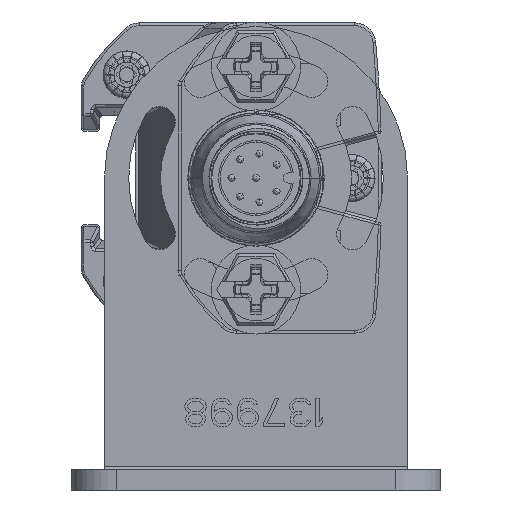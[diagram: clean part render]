
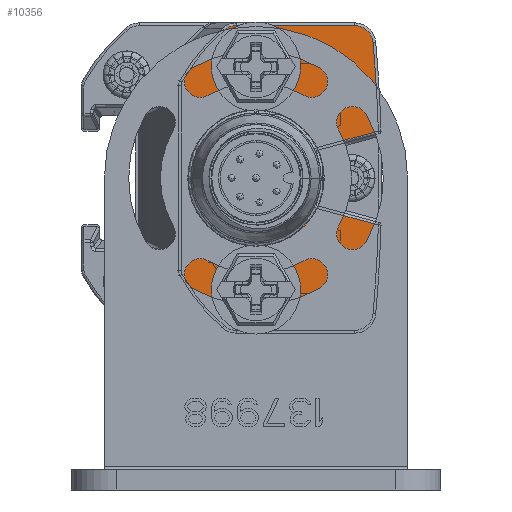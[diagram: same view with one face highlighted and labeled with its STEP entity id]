
A CAD part, front view. The second image highlights one B-rep face of the part: STEP entity #10356.
In plain terms, the highlighted face is planar.
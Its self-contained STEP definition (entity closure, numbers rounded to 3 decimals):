
#4204=CARTESIAN_POINT('',(6.794,10.5,3.405));
#4226=CARTESIAN_POINT('',(0.,10.5,-12.5));
#4227=DIRECTION('',(0.,-1.,0.));
#4228=DIRECTION('',(1.,0.,0.));
#4229=AXIS2_PLACEMENT_3D('',#4226,#4227,#4228);
#4231=CARTESIAN_POINT('',(0.,10.5,-12.5));
#4232=DIRECTION('',(0.,-1.,0.));
#4233=DIRECTION('',(-1.,0.,0.));
#4234=AXIS2_PLACEMENT_3D('',#4231,#4232,#4233);
#4236=CARTESIAN_POINT('',(0.,10.5,12.5));
#4237=DIRECTION('',(0.,-1.,0.));
#4238=DIRECTION('',(1.,0.,0.));
#4239=AXIS2_PLACEMENT_3D('',#4236,#4237,#4238);
#4241=CARTESIAN_POINT('',(0.,10.5,12.5));
#4242=DIRECTION('',(0.,-1.,0.));
#4243=DIRECTION('',(-1.,0.,0.));
#4244=AXIS2_PLACEMENT_3D('',#4241,#4242,#4243);
#4246=CARTESIAN_POINT('',(11.035,10.5,-15.));
#4247=DIRECTION('',(0.,1.,0.));
#4248=DIRECTION('',(0.996,0.,-0.088));
#4249=AXIS2_PLACEMENT_3D('',#4246,#4247,#4248);
#4251=CARTESIAN_POINT('',(-157.9,10.5,0.));
#4252=DIRECTION('',(0.,1.,0.));
#4253=DIRECTION('',(1.,0.,-0.031));
#4254=AXIS2_PLACEMENT_3D('',#4251,#4252,#4253);
#4256=DIRECTION('',(-0.966,0.,0.259));
#4257=VECTOR('',#4256,7.169);
#4258=CARTESIAN_POINT('',(13.719,10.5,-5.261));
#4259=LINE('',#4258,#4257);
#4260=DIRECTION('',(0.966,0.,0.259));
#4261=VECTOR('',#4260,7.169);
#4262=CARTESIAN_POINT('',(6.794,10.5,3.405));
#4263=LINE('',#4262,#4261);
#4264=CARTESIAN_POINT('',(-157.9,10.5,0.));
#4265=DIRECTION('',(0.,1.,0.));
#4266=DIRECTION('',(0.996,0.,0.088));
#4267=AXIS2_PLACEMENT_3D('',#4264,#4265,#4266);
#4269=CARTESIAN_POINT('',(11.035,10.5,15.));
#4270=DIRECTION('',(0.,1.,0.));
#4271=DIRECTION('',(0.,0.,1.));
#4272=AXIS2_PLACEMENT_3D('',#4269,#4270,#4271);
#4274=DIRECTION('',(1.,0.,0.));
#4275=VECTOR('',#4274,13.244);
#4276=CARTESIAN_POINT('',(-2.209,10.5,17.1));
#4277=LINE('',#4276,#4275);
#4278=CARTESIAN_POINT('',(-3.56,10.5,16.592));
#4279=CARTESIAN_POINT('',(-3.497,10.5,16.647));
#4280=CARTESIAN_POINT('',(-3.366,10.5,16.748));
#4281=CARTESIAN_POINT('',(-3.152,10.5,16.875));
#4282=CARTESIAN_POINT('',(-2.927,10.5,16.975));
#4283=CARTESIAN_POINT('',(-2.692,10.5,17.047));
#4284=CARTESIAN_POINT('',(-2.451,10.5,17.09));
#4285=CARTESIAN_POINT('',(-2.29,10.5,17.1));
#4286=CARTESIAN_POINT('',(-2.209,10.5,17.1));
#4288=CARTESIAN_POINT('',(-8.287,10.5,10.777));
#4289=CARTESIAN_POINT('',(-7.98,10.5,11.324));
#4290=CARTESIAN_POINT('',(-7.321,10.5,12.388));
#4291=CARTESIAN_POINT('',(-6.193,10.5,13.905));
#4292=CARTESIAN_POINT('',(-4.939,10.5,15.319));
#4293=CARTESIAN_POINT('',(-4.032,10.5,16.18));
#4294=CARTESIAN_POINT('',(-3.56,10.5,16.592));
#4296=CARTESIAN_POINT('',(-8.404,10.5,10.327));
#4297=CARTESIAN_POINT('',(-8.404,10.5,10.367));
#4298=CARTESIAN_POINT('',(-8.399,10.5,10.445));
#4299=CARTESIAN_POINT('',(-8.376,10.5,10.562));
#4300=CARTESIAN_POINT('',(-8.339,10.5,10.674));
#4301=CARTESIAN_POINT('',(-8.305,10.5,10.744));
#4302=CARTESIAN_POINT('',(-8.287,10.5,10.777));
#4304=DIRECTION('',(0.,0.,1.));
#4305=VECTOR('',#4304,20.654);
#4306=CARTESIAN_POINT('',(-8.404,10.5,-10.327));
#4307=LINE('',#4306,#4305);
#4308=CARTESIAN_POINT('',(-8.287,10.5,-10.777));
#4309=CARTESIAN_POINT('',(-8.305,10.5,-10.744));
#4310=CARTESIAN_POINT('',(-8.339,10.5,-10.674));
#4311=CARTESIAN_POINT('',(-8.376,10.5,-10.562));
#4312=CARTESIAN_POINT('',(-8.399,10.5,-10.445));
#4313=CARTESIAN_POINT('',(-8.404,10.5,-10.367));
#4314=CARTESIAN_POINT('',(-8.404,10.5,-10.327));
#4316=CARTESIAN_POINT('',(-3.56,10.5,-16.592));
#4317=CARTESIAN_POINT('',(-4.032,10.5,-16.18));
#4318=CARTESIAN_POINT('',(-4.939,10.5,-15.319));
#4319=CARTESIAN_POINT('',(-6.193,10.5,-13.905));
#4320=CARTESIAN_POINT('',(-7.321,10.5,-12.389));
#4321=CARTESIAN_POINT('',(-7.98,10.5,-11.324));
#4322=CARTESIAN_POINT('',(-8.287,10.5,-10.777));
#4324=CARTESIAN_POINT('',(-2.209,10.5,-17.1));
#4325=CARTESIAN_POINT('',(-2.289,10.5,-17.1));
#4326=CARTESIAN_POINT('',(-2.451,10.5,-17.09));
#4327=CARTESIAN_POINT('',(-2.691,10.5,-17.047));
#4328=CARTESIAN_POINT('',(-2.926,10.5,-16.975));
#4329=CARTESIAN_POINT('',(-3.152,10.5,-16.875));
#4330=CARTESIAN_POINT('',(-3.366,10.5,-16.748));
#4331=CARTESIAN_POINT('',(-3.497,10.5,-16.647));
#4332=CARTESIAN_POINT('',(-3.56,10.5,-16.592));
#4334=DIRECTION('',(-1.,0.,0.));
#4335=VECTOR('',#4334,13.244);
#4336=CARTESIAN_POINT('',(11.035,10.5,-17.1));
#4337=LINE('',#4336,#4335);
#7947=CARTESIAN_POINT('',(0.,10.5,0.));
#7948=DIRECTION('',(0.,-1.,0.));
#7949=DIRECTION('',(0.894,0.,0.448));
#7950=AXIS2_PLACEMENT_3D('',#7947,#7948,#7949);
#7977=CARTESIAN_POINT('',(6.794,10.5,-3.405));
#9656=CARTESIAN_POINT('',(1.25,10.5,-12.5));
#9657=CARTESIAN_POINT('',(-1.25,10.5,-12.5));
#9658=VERTEX_POINT('',#9656);
#9659=VERTEX_POINT('',#9657);
#9813=VERTEX_POINT('',#7977);
#9821=VERTEX_POINT('',#4204);
#9830=CARTESIAN_POINT('',(13.127,10.5,-15.186));
#9831=CARTESIAN_POINT('',(11.035,10.5,-17.1));
#9832=VERTEX_POINT('',#9830);
#9833=VERTEX_POINT('',#9831);
#9838=CARTESIAN_POINT('',(-2.209,10.5,-17.1));
#9839=VERTEX_POINT('',#9838);
#9842=VERTEX_POINT('',#4332);
#9844=VERTEX_POINT('',#4322);
#9846=VERTEX_POINT('',#4314);
#9848=CARTESIAN_POINT('',(-8.404,10.5,10.327));
#9849=VERTEX_POINT('',#9848);
#9852=VERTEX_POINT('',#4302);
#9854=VERTEX_POINT('',#4294);
#9856=VERTEX_POINT('',#4286);
#9858=CARTESIAN_POINT('',(11.035,10.5,17.1));
#9859=VERTEX_POINT('',#9858);
#9862=CARTESIAN_POINT('',(13.127,10.5,15.186));
#9863=VERTEX_POINT('',#9862);
#9866=CARTESIAN_POINT('',(13.719,10.5,5.261));
#9867=VERTEX_POINT('',#9866);
#9888=CARTESIAN_POINT('',(13.719,10.5,-5.261));
#9889=VERTEX_POINT('',#9888);
#9984=CARTESIAN_POINT('',(1.25,10.5,12.5));
#9985=CARTESIAN_POINT('',(-1.25,10.5,12.5));
#9986=VERTEX_POINT('',#9984);
#9987=VERTEX_POINT('',#9985);
#10307=CARTESIAN_POINT('',(0.,10.5,0.));
#10308=DIRECTION('',(0.,-1.,0.));
#10309=DIRECTION('',(-1.,0.,0.));
#10310=AXIS2_PLACEMENT_3D('',#10307,#10308,#10309);
#10311=PLANE('',#10310);
#10313=ORIENTED_EDGE('',*,*,#10312,.F.);
#10315=ORIENTED_EDGE('',*,*,#10314,.F.);
#10317=ORIENTED_EDGE('',*,*,#10316,.T.);
#10319=ORIENTED_EDGE('',*,*,#10318,.F.);
#10320=ORIENTED_EDGE('',*,*,#10273,.T.);
#10321=ORIENTED_EDGE('',*,*,#10297,.F.);
#10323=ORIENTED_EDGE('',*,*,#10322,.F.);
#10325=ORIENTED_EDGE('',*,*,#10324,.F.);
#10327=ORIENTED_EDGE('',*,*,#10326,.F.);
#10329=ORIENTED_EDGE('',*,*,#10328,.F.);
#10331=ORIENTED_EDGE('',*,*,#10330,.F.);
#10333=ORIENTED_EDGE('',*,*,#10332,.F.);
#10335=ORIENTED_EDGE('',*,*,#10334,.F.);
#10337=ORIENTED_EDGE('',*,*,#10336,.F.);
#10339=ORIENTED_EDGE('',*,*,#10338,.F.);
#10341=ORIENTED_EDGE('',*,*,#10340,.F.);
#10342=EDGE_LOOP('',(#10313,#10315,#10317,#10319,#10320,#10321,#10323,#10325,
#10327,#10329,#10331,#10333,#10335,#10337,#10339,#10341));
#10343=FACE_OUTER_BOUND('',#10342,.F.);
#10345=ORIENTED_EDGE('',*,*,#10344,.F.);
#10347=ORIENTED_EDGE('',*,*,#10346,.F.);
#10348=EDGE_LOOP('',(#10345,#10347));
#10349=FACE_BOUND('',#10348,.F.);
#10351=ORIENTED_EDGE('',*,*,#10350,.F.);
#10353=ORIENTED_EDGE('',*,*,#10352,.F.);
#10354=EDGE_LOOP('',(#10351,#10353));
#10355=FACE_BOUND('',#10354,.F.);
#10356=ADVANCED_FACE('',(#10343,#10349,#10355),#10311,.F.);
#4230=CIRCLE('',#4229,1.25);
#4235=CIRCLE('',#4234,1.25);
#4240=CIRCLE('',#4239,1.25);
#4245=CIRCLE('',#4244,1.25);
#4250=CIRCLE('',#4249,2.1);
#4255=CIRCLE('',#4254,171.7);
#4268=CIRCLE('',#4267,171.7);
#4273=CIRCLE('',#4272,2.1);
#4287=B_SPLINE_CURVE_WITH_KNOTS('',3,(#4278,#4279,#4280,#4281,#4282,#4283,#4284,
#4285,#4286),.UNSPECIFIED.,.F.,.F.,(4,1,1,1,1,1,4),(0.,0.167,
0.333,0.5,0.667,0.833,1.),
.UNSPECIFIED.);
#4295=B_SPLINE_CURVE_WITH_KNOTS('',3,(#4288,#4289,#4290,#4291,#4292,#4293,
#4294),.UNSPECIFIED.,.F.,.F.,(4,1,1,1,4),(0.,0.25,0.5,0.75,1.),
.UNSPECIFIED.);
#4303=B_SPLINE_CURVE_WITH_KNOTS('',3,(#4296,#4297,#4298,#4299,#4300,#4301,
#4302),.UNSPECIFIED.,.F.,.F.,(4,1,1,1,4),(0.,0.25,0.5,0.75,1.),
.UNSPECIFIED.);
#4315=B_SPLINE_CURVE_WITH_KNOTS('',3,(#4308,#4309,#4310,#4311,#4312,#4313,
#4314),.UNSPECIFIED.,.F.,.F.,(4,1,1,1,4),(0.,0.25,0.5,0.75,1.),
.UNSPECIFIED.);
#4323=B_SPLINE_CURVE_WITH_KNOTS('',3,(#4316,#4317,#4318,#4319,#4320,#4321,
#4322),.UNSPECIFIED.,.F.,.F.,(4,1,1,1,4),(0.,0.25,0.5,0.75,1.),
.UNSPECIFIED.);
#4333=B_SPLINE_CURVE_WITH_KNOTS('',3,(#4324,#4325,#4326,#4327,#4328,#4329,#4330,
#4331,#4332),.UNSPECIFIED.,.F.,.F.,(4,1,1,1,1,1,4),(0.,0.167,
0.333,0.5,0.667,0.833,1.),
.UNSPECIFIED.);
#7951=CIRCLE('',#7950,7.6);
#10273=EDGE_CURVE('',#9821,#9867,#4263,.T.);
#10297=EDGE_CURVE('',#9863,#9867,#4268,.T.);
#10312=EDGE_CURVE('',#9832,#9833,#4250,.T.);
#10314=EDGE_CURVE('',#9889,#9832,#4255,.T.);
#10316=EDGE_CURVE('',#9889,#9813,#4259,.T.);
#10318=EDGE_CURVE('',#9821,#9813,#7951,.T.);
#10322=EDGE_CURVE('',#9859,#9863,#4273,.T.);
#10324=EDGE_CURVE('',#9856,#9859,#4277,.T.);
#10326=EDGE_CURVE('',#9854,#9856,#4287,.T.);
#10328=EDGE_CURVE('',#9852,#9854,#4295,.T.);
#10330=EDGE_CURVE('',#9849,#9852,#4303,.T.);
#10332=EDGE_CURVE('',#9846,#9849,#4307,.T.);
#10334=EDGE_CURVE('',#9844,#9846,#4315,.T.);
#10336=EDGE_CURVE('',#9842,#9844,#4323,.T.);
#10338=EDGE_CURVE('',#9839,#9842,#4333,.T.);
#10340=EDGE_CURVE('',#9833,#9839,#4337,.T.);
#10344=EDGE_CURVE('',#9986,#9987,#4240,.T.);
#10346=EDGE_CURVE('',#9987,#9986,#4245,.T.);
#10350=EDGE_CURVE('',#9658,#9659,#4230,.T.);
#10352=EDGE_CURVE('',#9659,#9658,#4235,.T.);
